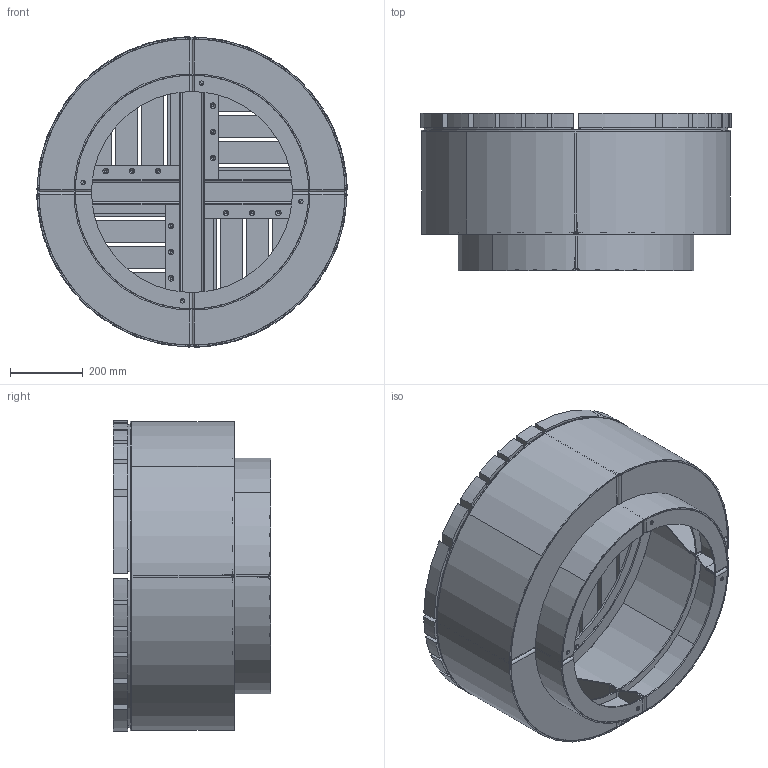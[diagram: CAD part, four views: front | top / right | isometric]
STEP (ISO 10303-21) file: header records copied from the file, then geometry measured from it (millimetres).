
FILE_DESCRIPTION (( 'STEP AP203' ), '1' );
FILE_NAME ('HO.R850.Al.STEP', '2020-06-25T08:01:16', ( '' ), ( '' ), 'SwSTEP 2.0', 'SolidWorks 2019', '' );
FILE_SCHEMA (( 'CONFIG_CONTROL_DESIGN' ));
Length unit declared in the file: millimetre
Products named in the file (25): HO.R850.Al Top; HO.R850.Al Bottom; HO.R850.Al Wood; HO.R850.Al-reinforcement strip 2; HO.R850.Al; HO.R850.Al wall 1; HO.R850.Al Top Strip 3; HO.R850.Al-reinforcement strip; HO.R850.Al Topring; HO.R850.Al Top Strip 2; HO.R850.Al Top Strip 1; HO.R850.Al wall; HO.R850.Al Bottom 1
Assembly tree (63 placements, depth 4):
  HO.R850.Al
    HO.R850.Al Bottom  x4
    HO.R850.Al wall  x2
    HO.R850.Al wall 1  x2
    HO.R850.Al Bottom 1  x4
    HO.R850.Al-reinforcement strip
    HO.R850.Al Wood
      HO.R850.Al Wood
      HO.R850.Al Wood
      HO.R850.Al Wood
      HO.R850.Al Wood
      HO.R850.Al Wood
      HO.R850.Al Wood
      HO.R850.Al Top
        HO.R850.Al Top Strip 1
        HO.R850.Al Top Strip 2
        HO.R850.Al Top Strip 3
    HO.R850.Al-reinforcement strip 2  x2
    HO.R850.Al Topring  x4
    HO.R850.Al Wood
      HO.R850.Al Wood
      HO.R850.Al Wood
      HO.R850.Al Wood
      HO.R850.Al Wood
      HO.R850.Al Wood
      HO.R850.Al Wood
      HO.R850.Al Top
        HO.R850.Al Top Strip 1
        HO.R850.Al Top Strip 2
        HO.R850.Al Top Strip 3
    HO.R850.Al Wood
      HO.R850.Al Wood
      HO.R850.Al Wood
      HO.R850.Al Wood
      HO.R850.Al Wood
      HO.R850.Al Wood
      HO.R850.Al Wood
      HO.R850.Al Top
        HO.R850.Al Top Strip 1
        HO.R850.Al Top Strip 2
        HO.R850.Al Top Strip 3
    HO.R850.Al Wood
      HO.R850.Al Wood
      HO.R850.Al Wood
      HO.R850.Al Wood
      HO.R850.Al Wood
      HO.R850.Al Wood
      HO.R850.Al Wood
      HO.R850.Al Top
        HO.R850.Al Top Strip 1
        HO.R850.Al Top Strip 2
        HO.R850.Al Top Strip 3
Bounding box: 852 x 432 x 852 mm (x, y, z)
Volume: 27299549.6 mm3; surface area: 5934194.3 mm2
Topology: 55 solids, 55 shells, 1071 faces, 2529 edges, 1568 vertices
Faces by surface type: plane 443, cylinder 420, cone 192, bspline 16
Entity records: 13167 total; most frequent: CARTESIAN_POINT 1798, DIRECTION 1748, ORIENTED_EDGE 1464, EDGE_CURVE 732, AXIS2_PLACEMENT_3D 644, LINE 460, VECTOR 460, VERTEX_POINT 454
